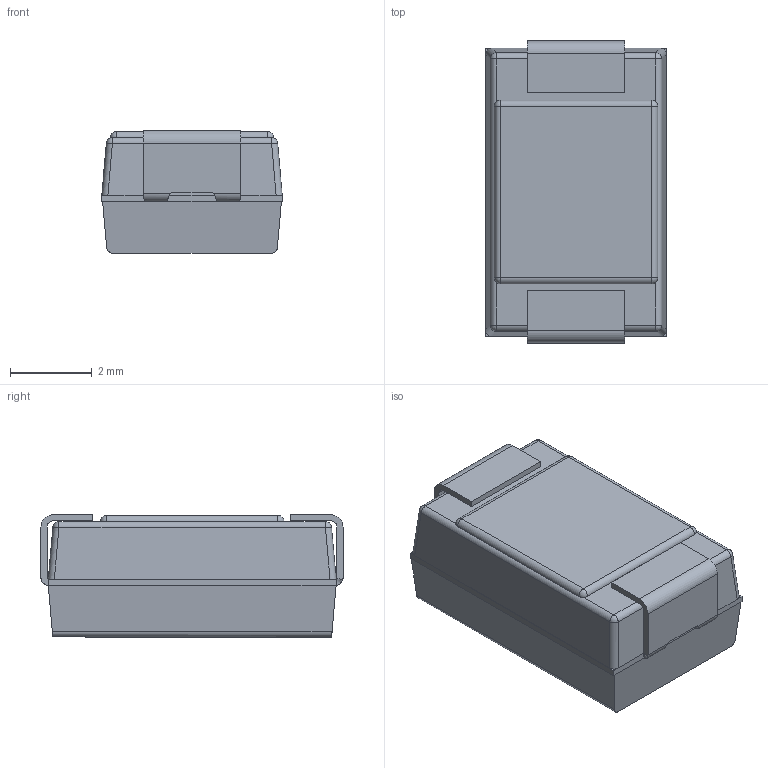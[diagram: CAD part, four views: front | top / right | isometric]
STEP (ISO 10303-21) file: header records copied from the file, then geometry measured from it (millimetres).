
FILE_DESCRIPTION(/* description */ ('KOSTKA'),/* implementation_level */ '2;1');
FILE_NAME(/* name */ 'D__D90.stp',/* time_stamp */ '2016-10-05T09:08:29+02:00',/* author */ ('MATOUSEKR'),/* organization */ ('AVX Czech republic s.r.o.'),/* preprocessor_version */ 'ST-DEVELOPER v16.5',/* originating_system */ 'Autodesk Inventor 2017',/* authorisation */ '');
FILE_SCHEMA (('AUTOMOTIVE_DESIGN { 1 0 10303 214 3 1 1 }'));
Length unit declared in the file: millimetre
Products named in the file (1): D__D90
Bounding box: 4.45 x 7.4 x 3 mm (x, y, z)
Volume: 88.5 mm3; surface area: 146.6 mm2
Topology: 1 solids, 1 shells, 94 faces, 260 edges, 156 vertices
Faces by surface type: plane 46, cylinder 34, sphere 8, bspline 6
Entity records: 3941 total; most frequent: CARTESIAN_POINT 1467, ORIENTED_EDGE 504, DIRECTION 470, EDGE_CURVE 252, LINE 160, VECTOR 160, VERTEX_POINT 156, AXIS2_PLACEMENT_3D 155
